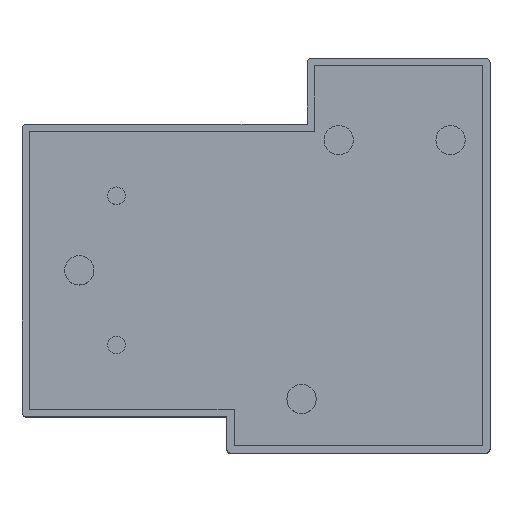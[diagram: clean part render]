
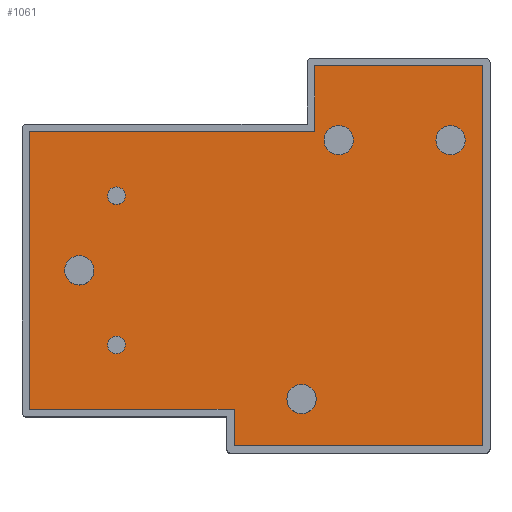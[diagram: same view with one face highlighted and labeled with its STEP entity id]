
A CAD part, top view. The second image highlights one B-rep face of the part: STEP entity #1061.
In plain terms, the highlighted planar face has unit normal (0, 0, 1).
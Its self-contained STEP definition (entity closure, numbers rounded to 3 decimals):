
#589 = VERTEX_POINT('',#590);
#590 = CARTESIAN_POINT('',(15.5,14.,-0.3));
#596 = EDGE_CURVE('',#589,#597,#599,.T.);
#597 = VERTEX_POINT('',#598);
#598 = CARTESIAN_POINT('',(15.5,-12.,-0.3));
#599 = LINE('',#600,#601);
#600 = CARTESIAN_POINT('',(15.5,14.,-0.3));
#601 = VECTOR('',#602,1.);
#602 = DIRECTION('',(0.,-1.,0.));
#620 = EDGE_CURVE('',#597,#621,#623,.T.);
#621 = VERTEX_POINT('',#622);
#622 = CARTESIAN_POINT('',(-1.5,-12.,-0.3));
#623 = LINE('',#624,#625);
#624 = CARTESIAN_POINT('',(15.5,-12.,-0.3));
#625 = VECTOR('',#626,1.);
#626 = DIRECTION('',(-1.,0.,0.));
#644 = EDGE_CURVE('',#621,#645,#647,.T.);
#645 = VERTEX_POINT('',#646);
#646 = CARTESIAN_POINT('',(-1.5,-9.5,-0.3));
#647 = LINE('',#648,#649);
#648 = CARTESIAN_POINT('',(-1.5,-12.,-0.3));
#649 = VECTOR('',#650,1.);
#650 = DIRECTION('',(0.,1.,0.));
#668 = EDGE_CURVE('',#645,#669,#671,.T.);
#669 = VERTEX_POINT('',#670);
#670 = CARTESIAN_POINT('',(-15.5,-9.5,-0.3));
#671 = LINE('',#672,#673);
#672 = CARTESIAN_POINT('',(-1.5,-9.5,-0.3));
#673 = VECTOR('',#674,1.);
#674 = DIRECTION('',(-1.,0.,0.));
#692 = EDGE_CURVE('',#669,#693,#695,.T.);
#693 = VERTEX_POINT('',#694);
#694 = CARTESIAN_POINT('',(-15.5,9.5,-0.3));
#695 = LINE('',#696,#697);
#696 = CARTESIAN_POINT('',(-15.5,-9.5,-0.3));
#697 = VECTOR('',#698,1.);
#698 = DIRECTION('',(0.,1.,0.));
#716 = EDGE_CURVE('',#693,#717,#719,.T.);
#717 = VERTEX_POINT('',#718);
#718 = CARTESIAN_POINT('',(4.,9.5,-0.3));
#719 = LINE('',#720,#721);
#720 = CARTESIAN_POINT('',(-15.5,9.5,-0.3));
#721 = VECTOR('',#722,1.);
#722 = DIRECTION('',(1.,0.,0.));
#740 = EDGE_CURVE('',#717,#741,#743,.T.);
#741 = VERTEX_POINT('',#742);
#742 = CARTESIAN_POINT('',(4.,14.,-0.3));
#743 = LINE('',#744,#745);
#744 = CARTESIAN_POINT('',(4.,9.5,-0.3));
#745 = VECTOR('',#746,1.);
#746 = DIRECTION('',(0.,1.,0.));
#764 = EDGE_CURVE('',#741,#589,#765,.T.);
#765 = LINE('',#766,#767);
#766 = CARTESIAN_POINT('',(4.,14.,-0.3));
#767 = VECTOR('',#768,1.);
#768 = DIRECTION('',(1.,0.,0.));
#1061 = ADVANCED_FACE('',(#1062,#1072,#1083,#1094,#1105,#1116,#1127),
  #1138,.F.);
#1062 = FACE_BOUND('',#1063,.F.);
#1063 = EDGE_LOOP('',(#1064,#1065,#1066,#1067,#1068,#1069,#1070,#1071));
#1064 = ORIENTED_EDGE('',*,*,#716,.T.);
#1065 = ORIENTED_EDGE('',*,*,#740,.T.);
#1066 = ORIENTED_EDGE('',*,*,#764,.T.);
#1067 = ORIENTED_EDGE('',*,*,#596,.T.);
#1068 = ORIENTED_EDGE('',*,*,#620,.T.);
#1069 = ORIENTED_EDGE('',*,*,#644,.T.);
#1070 = ORIENTED_EDGE('',*,*,#668,.T.);
#1071 = ORIENTED_EDGE('',*,*,#692,.T.);
#1072 = FACE_BOUND('',#1073,.F.);
#1073 = EDGE_LOOP('',(#1074));
#1074 = ORIENTED_EDGE('',*,*,#1075,.T.);
#1075 = EDGE_CURVE('',#1076,#1076,#1078,.T.);
#1076 = VERTEX_POINT('',#1077);
#1077 = CARTESIAN_POINT('',(-8.944,5.1,-0.3));
#1078 = CIRCLE('',#1079,0.6);
#1079 = AXIS2_PLACEMENT_3D('',#1080,#1081,#1082);
#1080 = CARTESIAN_POINT('',(-9.544,5.1,-0.3));
#1081 = DIRECTION('',(0.,0.,1.));
#1082 = DIRECTION('',(1.,0.,0.));
#1083 = FACE_BOUND('',#1084,.F.);
#1084 = EDGE_LOOP('',(#1085));
#1085 = ORIENTED_EDGE('',*,*,#1086,.T.);
#1086 = EDGE_CURVE('',#1087,#1087,#1089,.T.);
#1087 = VERTEX_POINT('',#1088);
#1088 = CARTESIAN_POINT('',(14.306,8.9,-0.3));
#1089 = CIRCLE('',#1090,1.);
#1090 = AXIS2_PLACEMENT_3D('',#1091,#1092,#1093);
#1091 = CARTESIAN_POINT('',(13.306,8.9,-0.3));
#1092 = DIRECTION('',(0.,0.,1.));
#1093 = DIRECTION('',(1.,0.,0.));
#1094 = FACE_BOUND('',#1095,.F.);
#1095 = EDGE_LOOP('',(#1096));
#1096 = ORIENTED_EDGE('',*,*,#1097,.T.);
#1097 = EDGE_CURVE('',#1098,#1098,#1100,.T.);
#1098 = VERTEX_POINT('',#1099);
#1099 = CARTESIAN_POINT('',(6.656,8.9,-0.3));
#1100 = CIRCLE('',#1101,1.);
#1101 = AXIS2_PLACEMENT_3D('',#1102,#1103,#1104);
#1102 = CARTESIAN_POINT('',(5.656,8.9,-0.3));
#1103 = DIRECTION('',(0.,0.,1.));
#1104 = DIRECTION('',(1.,0.,0.));
#1105 = FACE_BOUND('',#1106,.F.);
#1106 = EDGE_LOOP('',(#1107));
#1107 = ORIENTED_EDGE('',*,*,#1108,.T.);
#1108 = EDGE_CURVE('',#1109,#1109,#1111,.T.);
#1109 = VERTEX_POINT('',#1110);
#1110 = CARTESIAN_POINT('',(4.116,-8.8,-0.3));
#1111 = CIRCLE('',#1112,1.);
#1112 = AXIS2_PLACEMENT_3D('',#1113,#1114,#1115);
#1113 = CARTESIAN_POINT('',(3.116,-8.8,-0.3));
#1114 = DIRECTION('',(0.,0.,1.));
#1115 = DIRECTION('',(1.,0.,0.));
#1116 = FACE_BOUND('',#1117,.F.);
#1117 = EDGE_LOOP('',(#1118));
#1118 = ORIENTED_EDGE('',*,*,#1119,.T.);
#1119 = EDGE_CURVE('',#1120,#1120,#1122,.T.);
#1120 = VERTEX_POINT('',#1121);
#1121 = CARTESIAN_POINT('',(-8.944,-5.1,-0.3));
#1122 = CIRCLE('',#1123,0.6);
#1123 = AXIS2_PLACEMENT_3D('',#1124,#1125,#1126);
#1124 = CARTESIAN_POINT('',(-9.544,-5.1,-0.3));
#1125 = DIRECTION('',(0.,0.,1.));
#1126 = DIRECTION('',(1.,0.,0.));
#1127 = FACE_BOUND('',#1128,.F.);
#1128 = EDGE_LOOP('',(#1129));
#1129 = ORIENTED_EDGE('',*,*,#1130,.T.);
#1130 = EDGE_CURVE('',#1131,#1131,#1133,.T.);
#1131 = VERTEX_POINT('',#1132);
#1132 = CARTESIAN_POINT('',(-11.084,0.,-0.3));
#1133 = CIRCLE('',#1134,1.);
#1134 = AXIS2_PLACEMENT_3D('',#1135,#1136,#1137);
#1135 = CARTESIAN_POINT('',(-12.084,0.,-0.3));
#1136 = DIRECTION('',(0.,0.,1.));
#1137 = DIRECTION('',(1.,0.,0.));
#1138 = PLANE('',#1139);
#1139 = AXIS2_PLACEMENT_3D('',#1140,#1141,#1142);
#1140 = CARTESIAN_POINT('',(-15.5,9.5,-0.3));
#1141 = DIRECTION('',(0.,0.,-1.));
#1142 = DIRECTION('',(-1.,0.,0.));
